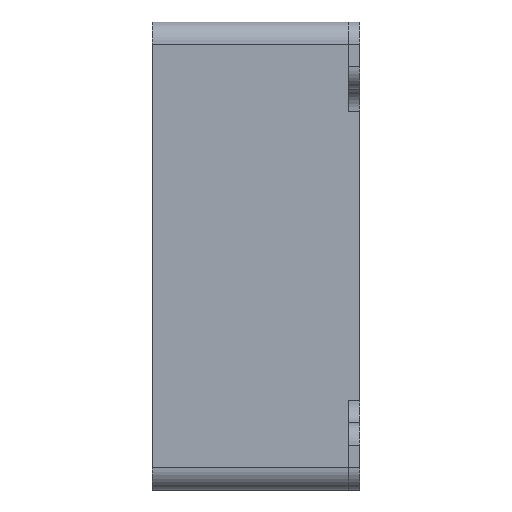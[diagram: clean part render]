
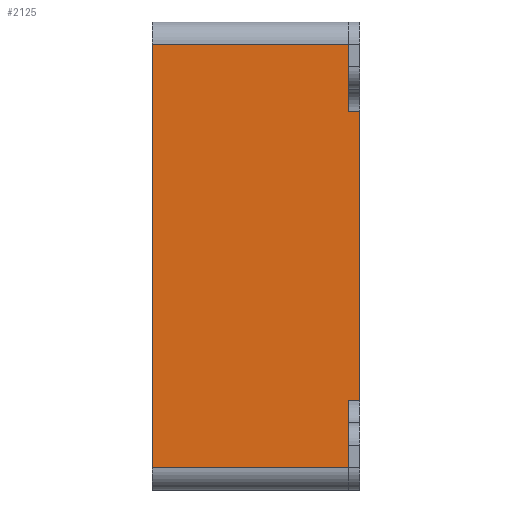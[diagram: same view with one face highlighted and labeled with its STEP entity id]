
A CAD part, left-side view. The second image highlights one B-rep face of the part: STEP entity #2125.
In plain terms, the highlighted planar face has unit normal (-1, 0, 0).
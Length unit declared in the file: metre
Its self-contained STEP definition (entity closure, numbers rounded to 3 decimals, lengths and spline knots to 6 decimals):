
#162 = EDGE_CURVE ( 'NONE', #906, #1584, #2384, .T. ) ;
#220 = ORIENTED_EDGE ( 'NONE', *, *, #1915, .F. ) ;
#256 = DIRECTION ( 'NONE',  ( 0., 1., 0. ) ) ;
#320 = ORIENTED_EDGE ( 'NONE', *, *, #1048, .T. ) ;
#336 = ORIENTED_EDGE ( 'NONE', *, *, #2027, .F. ) ;
#376 = CARTESIAN_POINT ( 'NONE',  ( -0.0665, 0.003175, -0.06015 ) ) ;
#445 = ORIENTED_EDGE ( 'NONE', *, *, #513, .T. ) ;
#468 = CARTESIAN_POINT ( 'NONE',  ( -0.0665, 0.055, 0.0411 ) ) ;
#486 = DIRECTION ( 'NONE',  ( 0., -1., 0. ) ) ;
#513 = EDGE_CURVE ( 'NONE', #775, #1272, #2473, .T. ) ;
#531 = CARTESIAN_POINT ( 'NONE',  ( -0.0665, 0.003175, 0.0411 ) ) ;
#592 = CARTESIAN_POINT ( 'NONE',  ( -0.0665, 0., 0.0411 ) ) ;
#621 = DIRECTION ( 'NONE',  ( 0., 0., -1. ) ) ;
#680 = VERTEX_POINT ( 'NONE', #2074 ) ;
#688 = EDGE_CURVE ( 'NONE', #906, #680, #1250, .T. ) ;
#689 = VECTOR ( 'NONE', #1329, 1. ) ;
#742 = VECTOR ( 'NONE', #994, 1. ) ;
#775 = VERTEX_POINT ( 'NONE', #2389 ) ;
#833 = CARTESIAN_POINT ( 'NONE',  ( -0.0665, 0.055, 0. ) ) ;
#906 = VERTEX_POINT ( 'NONE', #592 ) ;
#972 = CARTESIAN_POINT ( 'NONE',  ( -0.0665, 0.059, 0.0665 ) ) ;
#994 = DIRECTION ( 'NONE',  ( 0., 0., -1. ) ) ;
#1024 = EDGE_LOOP ( 'NONE', ( #336, #2606, #220, #445, #2357, #320, #1353, #1708 ) ) ;
#1048 = EDGE_CURVE ( 'NONE', #1368, #680, #1912, .T. ) ;
#1089 = FACE_OUTER_BOUND ( 'NONE', #1024, .T. ) ;
#1120 = VECTOR ( 'NONE', #621, 1. ) ;
#1161 = LINE ( 'NONE', #972, #689 ) ;
#1228 = EDGE_CURVE ( 'NONE', #2424, #1440, #1601, .T. ) ;
#1250 = LINE ( 'NONE', #2090, #2433 ) ;
#1272 = VERTEX_POINT ( 'NONE', #376 ) ;
#1297 = EDGE_CURVE ( 'NONE', #1368, #1272, #1621, .T. ) ;
#1329 = DIRECTION ( 'NONE',  ( 0., 0., 1. ) ) ;
#1340 = AXIS2_PLACEMENT_3D ( 'NONE', #833, #1941, #1507 ) ;
#1353 = ORIENTED_EDGE ( 'NONE', *, *, #688, .F. ) ;
#1368 = VERTEX_POINT ( 'NONE', #1923 ) ;
#1440 = VERTEX_POINT ( 'NONE', #2160 ) ;
#1467 = DIRECTION ( 'NONE',  ( 0., 0., -1. ) ) ;
#1507 = DIRECTION ( 'NONE',  ( 0., 0., 1. ) ) ;
#1584 = VERTEX_POINT ( 'NONE', #531 ) ;
#1601 = LINE ( 'NONE', #2446, #1731 ) ;
#1605 = CARTESIAN_POINT ( 'NONE',  ( -0.0665, 0.003175, -0.06015 ) ) ;
#1621 = LINE ( 'NONE', #1637, #1120 ) ;
#1637 = CARTESIAN_POINT ( 'NONE',  ( -0.0665, 0.003175, 0. ) ) ;
#1676 = VECTOR ( 'NONE', #486, 1. ) ;
#1694 = VECTOR ( 'NONE', #256, 1. ) ;
#1708 = ORIENTED_EDGE ( 'NONE', *, *, #162, .T. ) ;
#1731 = VECTOR ( 'NONE', #2095, 1. ) ;
#1832 = VECTOR ( 'NONE', #2195, 1. ) ;
#1875 = PLANE ( 'NONE',  #1340 ) ;
#1896 = CARTESIAN_POINT ( 'NONE',  ( -0.0665, 0.003175, 0.06015 ) ) ;
#1912 = LINE ( 'NONE', #2557, #1676 ) ;
#1915 = EDGE_CURVE ( 'NONE', #775, #1440, #1161, .T. ) ;
#1923 = CARTESIAN_POINT ( 'NONE',  ( -0.0665, 0.003175, -0.0411 ) ) ;
#1941 = DIRECTION ( 'NONE',  ( -1., 0., 0. ) ) ;
#2027 = EDGE_CURVE ( 'NONE', #2424, #1584, #2051, .T. ) ;
#2051 = LINE ( 'NONE', #2676, #742 ) ;
#2074 = CARTESIAN_POINT ( 'NONE',  ( -0.0665, 0., -0.0411 ) ) ;
#2090 = CARTESIAN_POINT ( 'NONE',  ( -0.0665, 0., 0. ) ) ;
#2095 = DIRECTION ( 'NONE',  ( 0., 1., 0. ) ) ;
#2125 = ADVANCED_FACE ( 'NONE', ( #1089 ), #1875, .T. ) ;
#2160 = CARTESIAN_POINT ( 'NONE',  ( -0.0665, 0.059, 0.06015 ) ) ;
#2195 = DIRECTION ( 'NONE',  ( 0., -1., 0. ) ) ;
#2357 = ORIENTED_EDGE ( 'NONE', *, *, #1297, .F. ) ;
#2384 = LINE ( 'NONE', #468, #1694 ) ;
#2389 = CARTESIAN_POINT ( 'NONE',  ( -0.0665, 0.059, -0.06015 ) ) ;
#2424 = VERTEX_POINT ( 'NONE', #1896 ) ;
#2433 = VECTOR ( 'NONE', #1467, 1. ) ;
#2446 = CARTESIAN_POINT ( 'NONE',  ( -0.0665, 0.055, 0.06015 ) ) ;
#2473 = LINE ( 'NONE', #1605, #1832 ) ;
#2557 = CARTESIAN_POINT ( 'NONE',  ( -0.0665, 0., -0.0411 ) ) ;
#2606 = ORIENTED_EDGE ( 'NONE', *, *, #1228, .T. ) ;
#2676 = CARTESIAN_POINT ( 'NONE',  ( -0.0665, 0.003175, 0. ) ) ;
